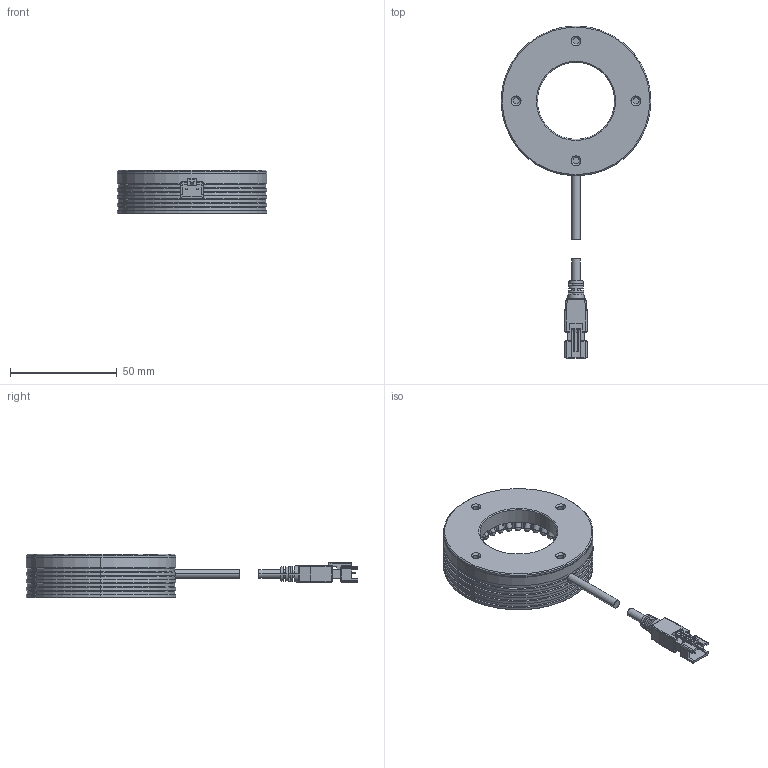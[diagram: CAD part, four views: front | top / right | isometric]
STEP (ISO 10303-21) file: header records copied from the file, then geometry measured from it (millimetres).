
FILE_DESCRIPTION(('STEP AP214'),'1');
FILE_NAME('VLR-30D70.stp','2023-02-06T07:47:54',(' '),(' '),'Spatial InterOp 3D',' ',' ');
FILE_SCHEMA(('AUTOMOTIVE_DESIGN { 1 0 10303 214 1 1 1 1 }'));
Length unit declared in the file: metre
Products named in the file (3): VLR-30D70; Component1; Component2
Assembly tree (2 placements, depth 2):
  VLR-30D70
    Component1
    Component2
Bounding box: 70 x 155.2 x 20.5 mm (x, y, z)
Volume: 29233.1 mm3; surface area: 27946.8 mm2
Topology: 2 solids, 3 shells, 739 faces, 2181 edges, 1343 vertices
Faces by surface type: cylinder 333, sphere 228, plane 124, cone 46, torus 4, bspline 4
Entity records: 29641 total; most frequent: CARTESIAN_POINT 11518, ORIENTED_EDGE 3906, DIRECTION 3572, EDGE_CURVE 1953, AXIS2_PLACEMENT_3D 1465, VERTEX_POINT 1343, EDGE_LOOP 866, ADVANCED_FACE 739
